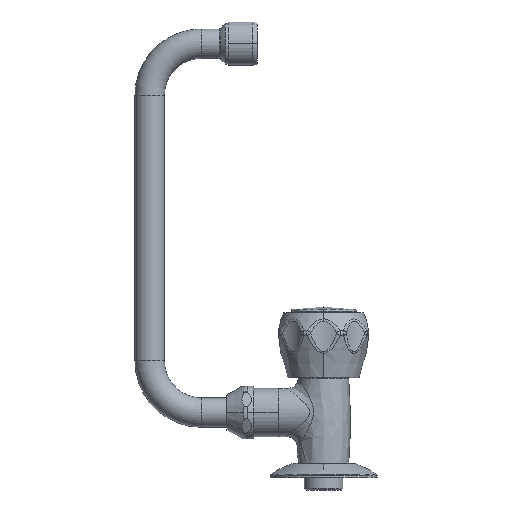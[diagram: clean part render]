
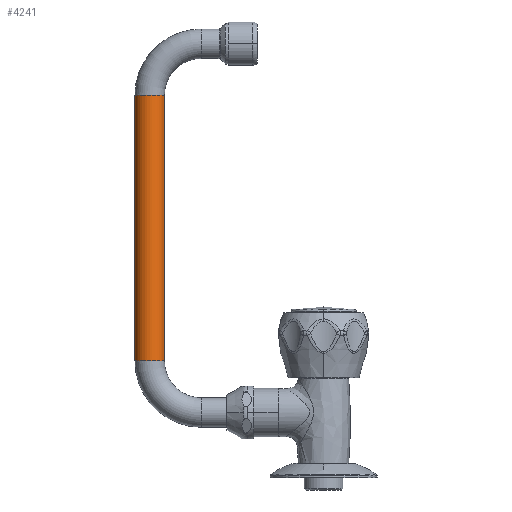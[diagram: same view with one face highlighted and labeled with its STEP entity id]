
A CAD part, left-side view. The second image highlights one B-rep face of the part: STEP entity #4241.
In plain terms, the highlighted cylindrical face has radius 8 mm (diameter 16 mm), a partial arc.
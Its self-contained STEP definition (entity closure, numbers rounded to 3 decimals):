
#818=CARTESIAN_POINT('',(0.,94.3,32.75));
#819=DIRECTION('',(0.,0.,-1.));
#820=DIRECTION('',(0.,-1.,0.));
#821=AXIS2_PLACEMENT_3D('',#818,#819,#820);
#828=CARTESIAN_POINT('',(0.,94.3,176.75));
#829=DIRECTION('',(0.,0.,-1.));
#830=DIRECTION('',(0.,-1.,0.));
#831=AXIS2_PLACEMENT_3D('',#828,#829,#830);
#833=DIRECTION('',(0.,0.,-1.));
#834=VECTOR('',#833,144.);
#835=CARTESIAN_POINT('',(0.,86.3,176.75));
#836=LINE('',#835,#834);
#890=DIRECTION('',(0.,0.,-1.));
#891=VECTOR('',#890,144.);
#892=CARTESIAN_POINT('',(0.,102.3,176.75));
#893=LINE('',#892,#891);
#2988=CARTESIAN_POINT('',(0.,102.3,176.75));
#2989=CARTESIAN_POINT('',(0.,86.3,176.75));
#2990=VERTEX_POINT('',#2988);
#2991=VERTEX_POINT('',#2989);
#2992=CARTESIAN_POINT('',(0.,102.3,32.75));
#2993=CARTESIAN_POINT('',(0.,86.3,32.75));
#2994=VERTEX_POINT('',#2992);
#2995=VERTEX_POINT('',#2993);
#4227=CARTESIAN_POINT('',(0.,94.3,176.75));
#4228=DIRECTION('',(0.,0.,-1.));
#4229=DIRECTION('',(0.,1.,0.));
#4230=AXIS2_PLACEMENT_3D('',#4227,#4228,#4229);
#4231=CYLINDRICAL_SURFACE('',#4230,8.);
#4233=ORIENTED_EDGE('',*,*,#4232,.F.);
#4235=ORIENTED_EDGE('',*,*,#4234,.T.);
#4236=ORIENTED_EDGE('',*,*,#4210,.T.);
#4238=ORIENTED_EDGE('',*,*,#4237,.F.);
#4239=EDGE_LOOP('',(#4233,#4235,#4236,#4238));
#4240=FACE_OUTER_BOUND('',#4239,.F.);
#4241=ADVANCED_FACE('',(#4240),#4231,.T.);
#822=CIRCLE('',#821,8.);
#832=CIRCLE('',#831,8.);
#4210=EDGE_CURVE('',#2995,#2994,#822,.T.);
#4232=EDGE_CURVE('',#2991,#2990,#832,.T.);
#4234=EDGE_CURVE('',#2991,#2995,#836,.T.);
#4237=EDGE_CURVE('',#2990,#2994,#893,.T.);
